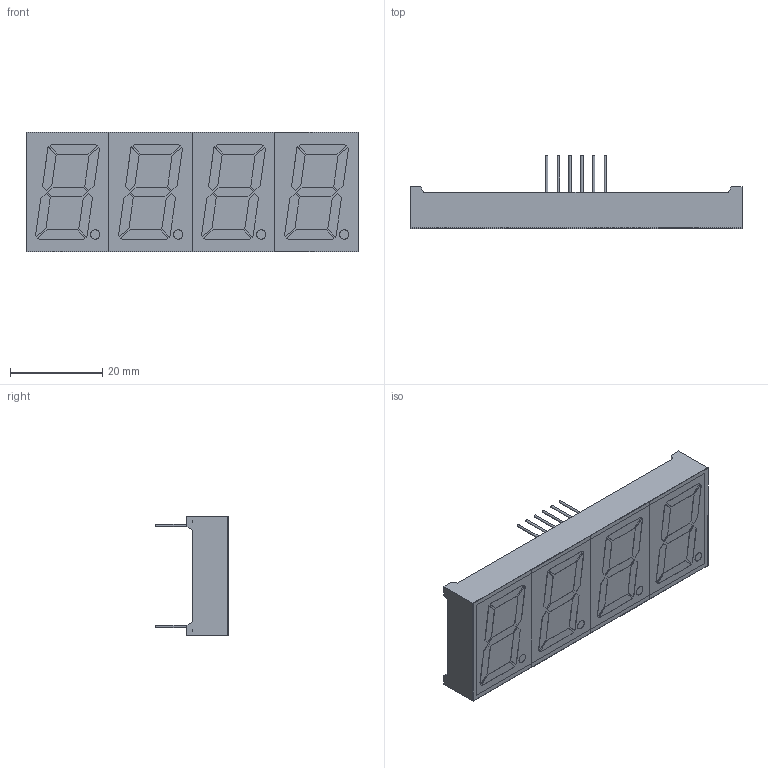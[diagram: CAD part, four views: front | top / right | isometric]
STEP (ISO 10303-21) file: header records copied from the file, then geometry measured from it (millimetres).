
FILE_DESCRIPTION(/* description */ (''),/* implementation_level */ '2;1');
FILE_NAME(/* name */ '8041AS 0_8 inch 4-digit 7-segment display.step',/* time_stamp */ '2022-01-15T14:27:43+00:00',/* author */ (''),/* organization */ (''),/* preprocessor_version */ 'ST-DEVELOPER v18.1',/* originating_system */ 'Autodesk Translation Framework v10.10.0.1391',/* authorisation */ '');
FILE_SCHEMA (('AUTOMOTIVE_DESIGN { 1 0 10303 214 3 1 1 }'));
Length unit declared in the file: millimetre
Products named in the file (4): single digit v6; Digit face; Casing; Pins
Assembly tree (6 placements, depth 2):
  single digit v6
    Digit face  x4
    Casing
    Pins
Bounding box: 71.9 x 15.79 x 25.9 mm (x, y, z)
Volume: 10052.9 mm3; surface area: 11699.8 mm2
Topology: 50 solids, 50 shells, 503 faces, 1224 edges, 816 vertices
Faces by surface type: plane 423, cylinder 80
Full cylindrical faces by diameter (mm): 0.51 x12, 2 x8
Entity records: 5319 total; most frequent: CARTESIAN_POINT 897, DIRECTION 865, ORIENTED_EDGE 846, EDGE_CURVE 423, LINE 365, VECTOR 365, VERTEX_POINT 282, AXIS2_PLACEMENT_3D 250
